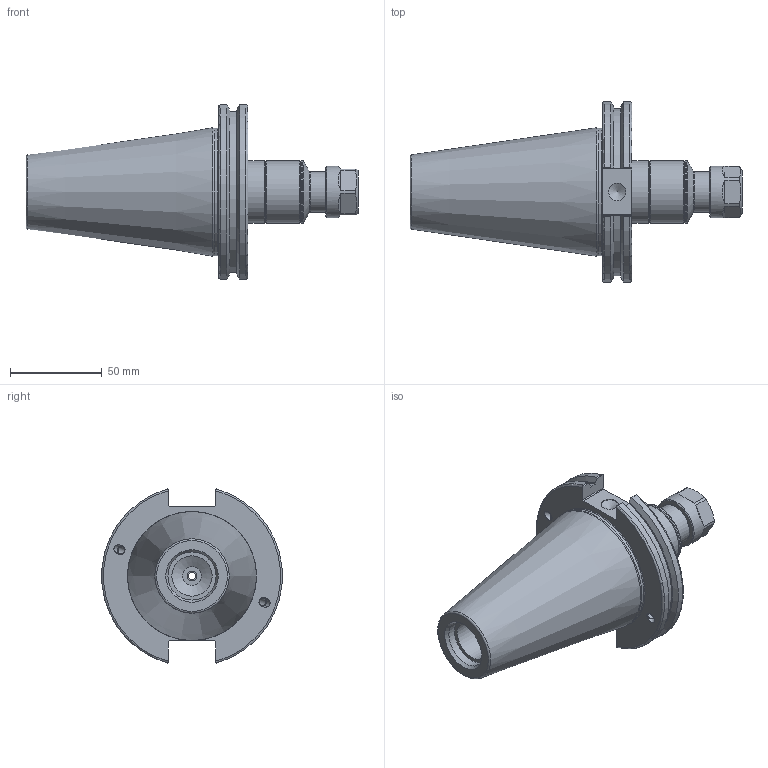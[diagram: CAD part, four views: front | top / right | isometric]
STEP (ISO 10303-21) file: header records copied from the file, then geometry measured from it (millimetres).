
FILE_DESCRIPTION(/* description */ ('','CAx-IF Rec.Pracs.---Representation and Presentation of Product Manufacturing Information (PMI)---4.0---2014-10-13'),/* implementation_level */ '2;1');
FILE_NAME(/* name */ 'JL060SYT.stp',/* time_stamp */ '2025-03-27T07:36:39+09:00',/* author */ ('eos'),/* organization */ (''),/* preprocessor_version */ 'ST-DEVELOPER v20',/* originating_system */ 'Autodesk Inventor 2025',/* authorisation */ '');
FILE_SCHEMA (('AP242_MANAGED_MODEL_BASED_3D_ENGINEERING_MIM_LF { 1 0 10303 442 1 1 4 }'));
Length unit declared in the file: millimetre
Products named in the file (5): LO-CAT50ADB-SYTER12-79; CAT50; SYNCHRO-ER16-30; SYTER12-COVER(BLUE); ER16NUT
Assembly tree (4 placements, depth 2):
  LO-CAT50ADB-SYTER12-79
    CAT50
    SYNCHRO-ER16-30
    SYTER12-COVER(BLUE)
    ER16NUT
Bounding box: 180.6 x 98.06 x 94.69 mm (x, y, z)
Volume: 355298.6 mm3; surface area: 64232.8 mm2
Topology: 4 solids, 5 shells, 188 faces, 451 edges, 290 vertices
Faces by surface type: plane 71, cylinder 61, cone 43, torus 13
Full cylindrical faces by diameter (mm): 1 x1, 4 x8, 4.134 x9, 5 x4, 5.2 x1, 5.5 x1, 9.525 x1, 10.1 x1, 10.2 x1, 10.6 x1, 11 x1, 12.8 x1, 17.7 x1, 20.6 x1, 21.971 x1, 22 x2, 22.5 x1, 23.6 x1, 24 x1, 24.4 x1, 26.2 x1, 28 x1, 28.3 x1, 30 x3, 34 x3, 69.25 x1
Entity records: 6909 total; most frequent: CARTESIAN_POINT 1544, DIRECTION 1121, ORIENTED_EDGE 876, AXIS2_PLACEMENT_3D 472, EDGE_CURVE 439, VERTEX_POINT 290, EDGE_LOOP 235, STYLED_ITEM 199
